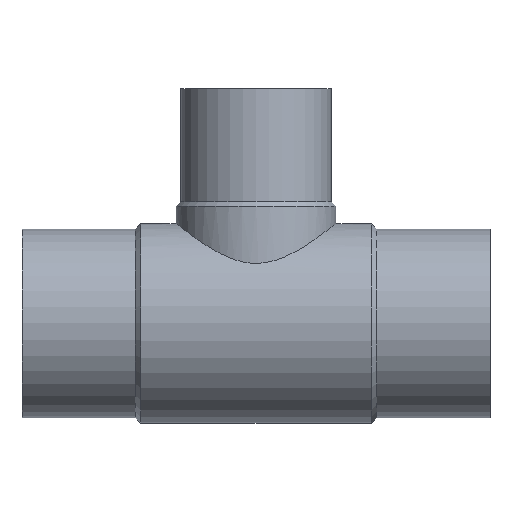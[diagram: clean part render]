
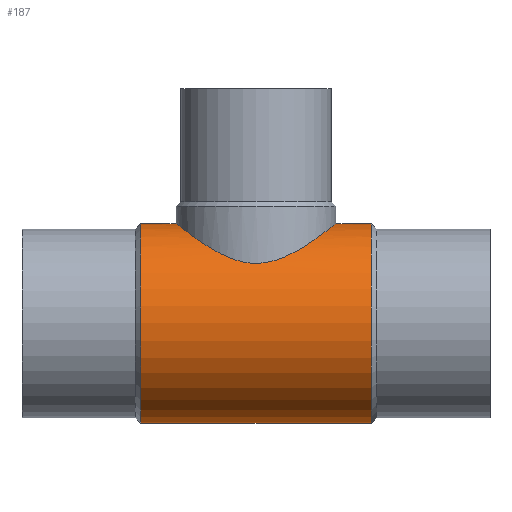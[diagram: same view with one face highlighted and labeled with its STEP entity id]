
A CAD part, top view. The second image highlights one B-rep face of the part: STEP entity #187.
In plain terms, the highlighted cylindrical face has radius 119.2 mm (diameter 238.4 mm), a partial arc.
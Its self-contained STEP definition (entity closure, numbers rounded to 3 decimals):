
#145 = VERTEX_POINT( '', #374 );
#187 = ADVANCED_FACE( '', ( #420 ), #421, .T. );
#201 = VERTEX_POINT( '', #436 );
#217 = EDGE_CURVE( '', #285, #263, #456, .T. );
#221 = EDGE_CURVE( '', #227, #263, #461, .T. );
#227 = VERTEX_POINT( '', #468 );
#239 = EDGE_CURVE( '', #285, #145, #483, .T. );
#245 = EDGE_CURVE( '', #145, #201, #489, .T. );
#263 = VERTEX_POINT( '', #509 );
#279 = EDGE_CURVE( '', #303, #227, #525, .T. );
#285 = VERTEX_POINT( '', #532 );
#293 = EDGE_CURVE( '', #201, #303, #541, .T. );
#303 = VERTEX_POINT( '', #551 );
#374 = CARTESIAN_POINT( '', ( -141.7, -119.2, 0. ) );
#420 = FACE_OUTER_BOUND( '', #716, .T. );
#421 = CYLINDRICAL_SURFACE( '', #717, 119.2 );
#436 = CARTESIAN_POINT( '', ( -141.7, 119.2, 0. ) );
#456 = CIRCLE( '', #763, 119.2 );
#461 = LINE( '', #769, #770 );
#468 = CARTESIAN_POINT( '', ( -374.35, 119.2, 0. ) );
#483 = LINE( '', #795, #796 );
#489 = CIRCLE( '', #805, 119.2 );
#509 = CARTESIAN_POINT( '', ( -416.3, 119.2, 0. ) );
#525 = B_SPLINE_CURVE_WITH_KNOTS( '', 3, ( #922, #923, #924, #925, #926, #927, #928, #929, #930, #931, #932, #933, #934, #935, #936, #937, #938, #939, #940, #941, #942, #943, #944, #945, #946, #947, #948, #949, #950, #951, #952, #953, #954, #955, #956, #957, #958, #959, #960, #961, #962, #963, #964, #965, #966, #967, #968, #969, #970, #971, #972, #973, #974, #975, #976, #977, #978, #979, #980, #981, #982, #983, #984, #985, #986, #987 ), .UNSPECIFIED., .F., .F., ( 4, 2, 2, 2, 2, 2, 2, 2, 2, 2, 2, 2, 2, 2, 2, 2, 2, 2, 2, 2, 2, 2, 2, 2, 2, 2, 2, 2, 2, 2, 2, 2, 4 ), ( 153.994, 163.466, 172.939, 182.412, 191.884, 201.357, 210.83, 220.302, 229.775, 239.552, 249.328, 259.105, 268.881, 278.658, 288.434, 298.211, 307.987, 317.764, 327.54, 337.317, 347.093, 356.87, 366.646, 376.423, 386.2, 395.672, 405.145, 414.618, 424.09, 433.563, 443.036, 452.508, 461.981 ), .UNSPECIFIED. );
#532 = CARTESIAN_POINT( '', ( -416.3, -119.2, 0. ) );
#541 = LINE( '', #1005, #1006 );
#551 = CARTESIAN_POINT( '', ( -183.65, 119.2, 0. ) );
#716 = EDGE_LOOP( '', ( #1243, #1244, #1245, #1246, #1247, #1248 ) );
#717 = AXIS2_PLACEMENT_3D( '', #1249, #1250, #1251 );
#763 = AXIS2_PLACEMENT_3D( '', #1302, #1303, #1304 );
#769 = CARTESIAN_POINT( '', ( -279., 119.2, 0. ) );
#770 = VECTOR( '', #1313, 1. );
#795 = CARTESIAN_POINT( '', ( -279., -119.2, 0. ) );
#796 = VECTOR( '', #1351, 1. );
#805 = AXIS2_PLACEMENT_3D( '', #1353, #1354, #1355 );
#922 = CARTESIAN_POINT( '', ( -183.65, 119.2, 0. ) );
#923 = CARTESIAN_POINT( '', ( -183.65, 119.2, 3.158 ) );
#924 = CARTESIAN_POINT( '', ( -183.807, 119.074, 6.346 ) );
#925 = CARTESIAN_POINT( '', ( -184.448, 118.563, 12.719 ) );
#926 = CARTESIAN_POINT( '', ( -184.931, 118.177, 15.904 ) );
#927 = CARTESIAN_POINT( '', ( -186.217, 117.156, 22.211 ) );
#928 = CARTESIAN_POINT( '', ( -187.021, 116.52, 25.334 ) );
#929 = CARTESIAN_POINT( '', ( -188.932, 115.017, 31.46 ) );
#930 = CARTESIAN_POINT( '', ( -190.04, 114.15, 34.464 ) );
#931 = CARTESIAN_POINT( '', ( -192.53, 112.221, 40.306 ) );
#932 = CARTESIAN_POINT( '', ( -193.913, 111.157, 43.146 ) );
#933 = CARTESIAN_POINT( '', ( -196.922, 108.871, 48.626 ) );
#934 = CARTESIAN_POINT( '', ( -198.546, 107.65, 51.266 ) );
#935 = CARTESIAN_POINT( '', ( -201.993, 105.099, 56.31 ) );
#936 = CARTESIAN_POINT( '', ( -203.814, 103.77, 58.715 ) );
#937 = CARTESIAN_POINT( '', ( -207.602, 101.059, 63.267 ) );
#938 = CARTESIAN_POINT( '', ( -209.568, 99.678, 65.414 ) );
#939 = CARTESIAN_POINT( '', ( -213.651, 96.878, 69.496 ) );
#940 = CARTESIAN_POINT( '', ( -215.85, 95.404, 71.503 ) );
#941 = CARTESIAN_POINT( '', ( -220.474, 92.408, 75.335 ) );
#942 = CARTESIAN_POINT( '', ( -222.9, 90.885, 77.161 ) );
#943 = CARTESIAN_POINT( '', ( -227.953, 87.856, 80.593 ) );
#944 = CARTESIAN_POINT( '', ( -230.58, 86.35, 82.199 ) );
#945 = CARTESIAN_POINT( '', ( -236.008, 83.427, 85.164 ) );
#946 = CARTESIAN_POINT( '', ( -238.81, 82.011, 86.523 ) );
#947 = CARTESIAN_POINT( '', ( -244.563, 79.35, 88.969 ) );
#948 = CARTESIAN_POINT( '', ( -247.516, 78.105, 90.058 ) );
#949 = CARTESIAN_POINT( '', ( -253.55, 75.874, 91.945 ) );
#950 = CARTESIAN_POINT( '', ( -256.63, 74.889, 92.744 ) );
#951 = CARTESIAN_POINT( '', ( -262.889, 73.263, 94.033 ) );
#952 = CARTESIAN_POINT( '', ( -266.069, 72.623, 94.524 ) );
#953 = CARTESIAN_POINT( '', ( -272.495, 71.758, 95.183 ) );
#954 = CARTESIAN_POINT( '', ( -275.741, 71.533, 95.35 ) );
#955 = CARTESIAN_POINT( '', ( -282.259, 71.533, 95.35 ) );
#956 = CARTESIAN_POINT( '', ( -285.505, 71.758, 95.183 ) );
#957 = CARTESIAN_POINT( '', ( -291.931, 72.623, 94.524 ) );
#958 = CARTESIAN_POINT( '', ( -295.111, 73.263, 94.033 ) );
#959 = CARTESIAN_POINT( '', ( -301.37, 74.889, 92.744 ) );
#960 = CARTESIAN_POINT( '', ( -304.45, 75.874, 91.945 ) );
#961 = CARTESIAN_POINT( '', ( -310.484, 78.105, 90.058 ) );
#962 = CARTESIAN_POINT( '', ( -313.437, 79.35, 88.969 ) );
#963 = CARTESIAN_POINT( '', ( -319.19, 82.011, 86.523 ) );
#964 = CARTESIAN_POINT( '', ( -321.992, 83.427, 85.164 ) );
#965 = CARTESIAN_POINT( '', ( -327.42, 86.35, 82.199 ) );
#966 = CARTESIAN_POINT( '', ( -330.047, 87.856, 80.593 ) );
#967 = CARTESIAN_POINT( '', ( -335.1, 90.885, 77.161 ) );
#968 = CARTESIAN_POINT( '', ( -337.526, 92.408, 75.335 ) );
#969 = CARTESIAN_POINT( '', ( -342.15, 95.404, 71.503 ) );
#970 = CARTESIAN_POINT( '', ( -344.349, 96.878, 69.496 ) );
#971 = CARTESIAN_POINT( '', ( -348.432, 99.678, 65.414 ) );
#972 = CARTESIAN_POINT( '', ( -350.398, 101.059, 63.267 ) );
#973 = CARTESIAN_POINT( '', ( -354.186, 103.77, 58.715 ) );
#974 = CARTESIAN_POINT( '', ( -356.007, 105.099, 56.31 ) );
#975 = CARTESIAN_POINT( '', ( -359.454, 107.65, 51.266 ) );
#976 = CARTESIAN_POINT( '', ( -361.078, 108.871, 48.626 ) );
#977 = CARTESIAN_POINT( '', ( -364.087, 111.157, 43.146 ) );
#978 = CARTESIAN_POINT( '', ( -365.47, 112.221, 40.306 ) );
#979 = CARTESIAN_POINT( '', ( -367.96, 114.15, 34.464 ) );
#980 = CARTESIAN_POINT( '', ( -369.068, 115.017, 31.46 ) );
#981 = CARTESIAN_POINT( '', ( -370.979, 116.52, 25.334 ) );
#982 = CARTESIAN_POINT( '', ( -371.783, 117.156, 22.211 ) );
#983 = CARTESIAN_POINT( '', ( -373.069, 118.177, 15.904 ) );
#984 = CARTESIAN_POINT( '', ( -373.552, 118.563, 12.719 ) );
#985 = CARTESIAN_POINT( '', ( -374.193, 119.074, 6.346 ) );
#986 = CARTESIAN_POINT( '', ( -374.35, 119.2, 3.158 ) );
#987 = CARTESIAN_POINT( '', ( -374.35, 119.2, 0. ) );
#1005 = CARTESIAN_POINT( '', ( -279., 119.2, 0. ) );
#1006 = VECTOR( '', #1399, 1. );
#1243 = ORIENTED_EDGE( '', *, *, #293, .T. );
#1244 = ORIENTED_EDGE( '', *, *, #279, .T. );
#1245 = ORIENTED_EDGE( '', *, *, #221, .T. );
#1246 = ORIENTED_EDGE( '', *, *, #217, .F. );
#1247 = ORIENTED_EDGE( '', *, *, #239, .T. );
#1248 = ORIENTED_EDGE( '', *, *, #245, .T. );
#1249 = CARTESIAN_POINT( '', ( -279., 0., 0. ) );
#1250 = DIRECTION( '', ( 1., 0., 0. ) );
#1251 = DIRECTION( '', ( 0., 1., 0. ) );
#1302 = CARTESIAN_POINT( '', ( -416.3, 0., 0. ) );
#1303 = DIRECTION( '', ( -1., 0., 0. ) );
#1304 = DIRECTION( '', ( 0., 1., 0. ) );
#1313 = DIRECTION( '', ( -1., 0., 0. ) );
#1351 = DIRECTION( '', ( 1., 0., 0. ) );
#1353 = CARTESIAN_POINT( '', ( -141.7, 0., 0. ) );
#1354 = DIRECTION( '', ( -1., 0., 0. ) );
#1355 = DIRECTION( '', ( 0., 1., 0. ) );
#1399 = DIRECTION( '', ( -1., 0., 0. ) );
